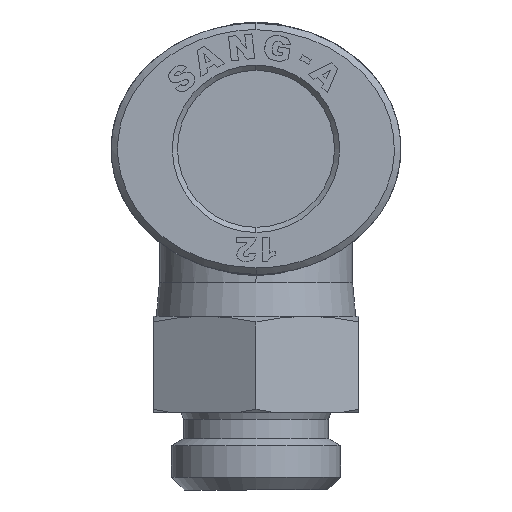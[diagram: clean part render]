
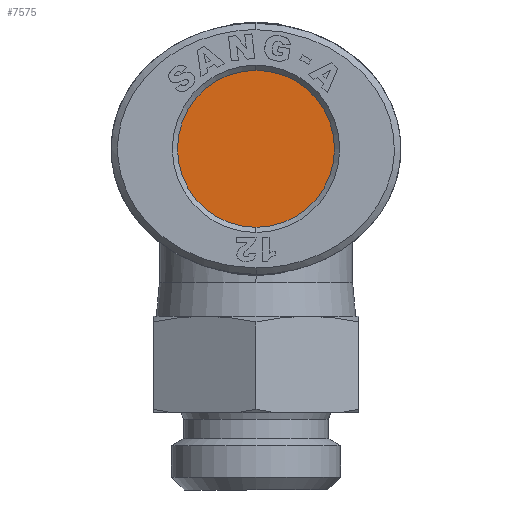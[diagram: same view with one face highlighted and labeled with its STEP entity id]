
A CAD part, left-side view. The second image highlights one B-rep face of the part: STEP entity #7575.
In plain terms, the highlighted planar face has unit normal (-1, 0, 0).
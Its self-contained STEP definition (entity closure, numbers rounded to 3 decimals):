
#301 = CARTESIAN_POINT ( 'NONE',  ( -22.728, 0., -6.1 ) ) ;
#1335 = DIRECTION ( 'NONE',  ( -1., 0., 0. ) ) ;
#3209 = ORIENTED_EDGE ( 'NONE', *, *, #5412, .T. ) ;
#3980 = EDGE_CURVE ( 'NONE', #12107, #12754, #20693, .T. ) ;
#5412 = EDGE_CURVE ( 'NONE', #12754, #12107, #24217, .T. ) ;
#6284 = FACE_OUTER_BOUND ( 'NONE', #12578, .T. ) ;
#7569 = CARTESIAN_POINT ( 'NONE',  ( -22.728, 0., 0. ) ) ;
#7575 = ADVANCED_FACE ( 'NONE', ( #6284 ), #16386, .F. ) ;
#9145 = AXIS2_PLACEMENT_3D ( 'NONE', #25691, #12874, #25416 ) ;
#9486 = DIRECTION ( 'NONE',  ( 0., 0., -1. ) ) ;
#10093 = CARTESIAN_POINT ( 'NONE',  ( -22.728, 0., 0. ) ) ;
#10311 = ORIENTED_EDGE ( 'NONE', *, *, #3980, .T. ) ;
#12107 = VERTEX_POINT ( 'NONE', #301 ) ;
#12114 = AXIS2_PLACEMENT_3D ( 'NONE', #7569, #1335, #9486 ) ;
#12578 = EDGE_LOOP ( 'NONE', ( #10311, #3209 ) ) ;
#12754 = VERTEX_POINT ( 'NONE', #18538 ) ;
#12874 = DIRECTION ( 'NONE',  ( -1., 0., 0. ) ) ;
#13001 = AXIS2_PLACEMENT_3D ( 'NONE', #10093, #26991, #20727 ) ;
#16386 = PLANE ( 'NONE',  #13001 ) ;
#18538 = CARTESIAN_POINT ( 'NONE',  ( -22.728, 0., 6.1 ) ) ;
#20693 = CIRCLE ( 'NONE', #12114, 6.1 ) ;
#20727 = DIRECTION ( 'NONE',  ( 0., 0., -1. ) ) ;
#24217 = CIRCLE ( 'NONE', #9145, 6.1 ) ;
#25416 = DIRECTION ( 'NONE',  ( 0., 0., -1. ) ) ;
#25691 = CARTESIAN_POINT ( 'NONE',  ( -22.728, 0., 0. ) ) ;
#26991 = DIRECTION ( 'NONE',  ( 1., 0., 0. ) ) ;
